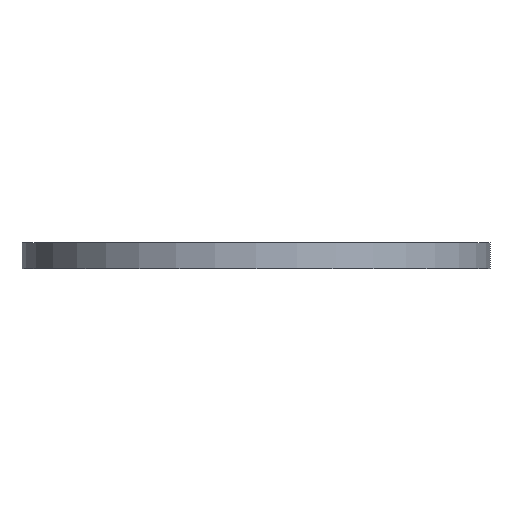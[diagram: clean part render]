
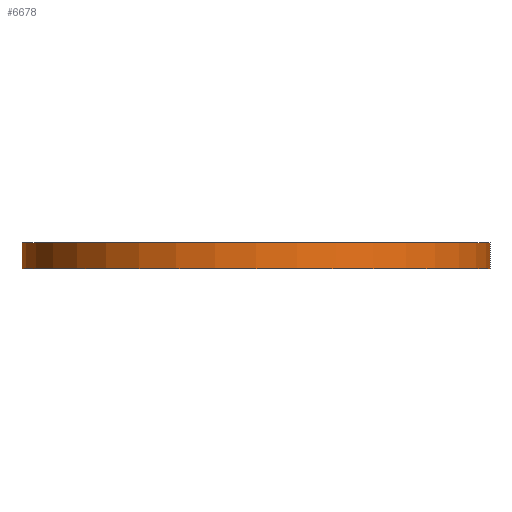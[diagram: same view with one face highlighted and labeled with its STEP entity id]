
A CAD part, front view. The second image highlights one B-rep face of the part: STEP entity #6678.
In plain terms, the highlighted cylindrical face has radius 45 mm (diameter 90 mm), a partial arc.
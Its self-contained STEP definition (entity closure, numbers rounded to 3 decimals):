
#6=CARTESIAN_POINT('',(0.,0.,0.));
#7=DIRECTION('',(0.,0.,1.));
#8=DIRECTION('',(-1.,0.,0.));
#9=AXIS2_PLACEMENT_3D('',#6,#7,#8);
#1691=DIRECTION('',(0.,0.,1.));
#1692=VECTOR('',#1691,5.);
#1693=CARTESIAN_POINT('',(45.,0.,0.));
#1694=LINE('',#1693,#1692);
#1695=DIRECTION('',(0.,0.,1.));
#1696=VECTOR('',#1695,5.);
#1697=CARTESIAN_POINT('',(-45.,0.,0.));
#1698=LINE('',#1697,#1696);
#1704=CARTESIAN_POINT('',(0.,0.,5.));
#1705=DIRECTION('',(0.,0.,1.));
#1706=DIRECTION('',(-1.,0.,0.));
#1707=AXIS2_PLACEMENT_3D('',#1704,#1705,#1706);
#4829=CARTESIAN_POINT('',(45.,0.,0.));
#4830=CARTESIAN_POINT('',(-45.,0.,0.));
#4831=VERTEX_POINT('',#4829);
#4832=VERTEX_POINT('',#4830);
#4833=CARTESIAN_POINT('',(45.,0.,5.));
#4834=CARTESIAN_POINT('',(-45.,0.,5.));
#4835=VERTEX_POINT('',#4833);
#4836=VERTEX_POINT('',#4834);
#6666=CARTESIAN_POINT('',(0.,0.,0.));
#6667=DIRECTION('',(0.,0.,1.));
#6668=DIRECTION('',(1.,0.,0.));
#6669=AXIS2_PLACEMENT_3D('',#6666,#6667,#6668);
#6670=CYLINDRICAL_SURFACE('',#6669,45.);
#6671=ORIENTED_EDGE('',*,*,#5924,.F.);
#6672=ORIENTED_EDGE('',*,*,#6661,.T.);
#6674=ORIENTED_EDGE('',*,*,#6673,.T.);
#6675=ORIENTED_EDGE('',*,*,#6657,.F.);
#6676=EDGE_LOOP('',(#6671,#6672,#6674,#6675));
#6677=FACE_OUTER_BOUND('',#6676,.F.);
#6678=ADVANCED_FACE('',(#6677),#6670,.T.);
#10=CIRCLE('',#9,45.);
#1708=CIRCLE('',#1707,45.);
#5924=EDGE_CURVE('',#4832,#4831,#10,.T.);
#6657=EDGE_CURVE('',#4831,#4835,#1694,.T.);
#6661=EDGE_CURVE('',#4832,#4836,#1698,.T.);
#6673=EDGE_CURVE('',#4836,#4835,#1708,.T.);
